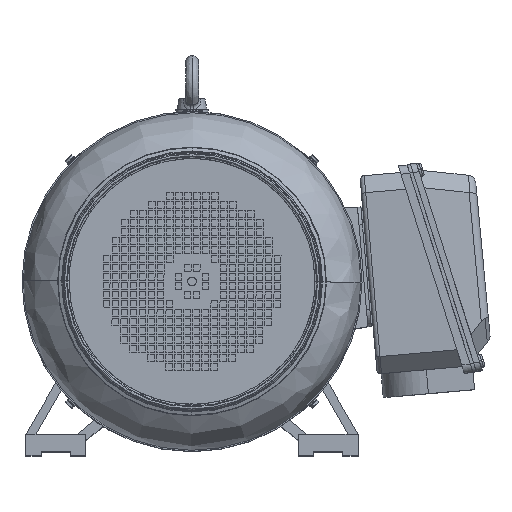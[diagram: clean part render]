
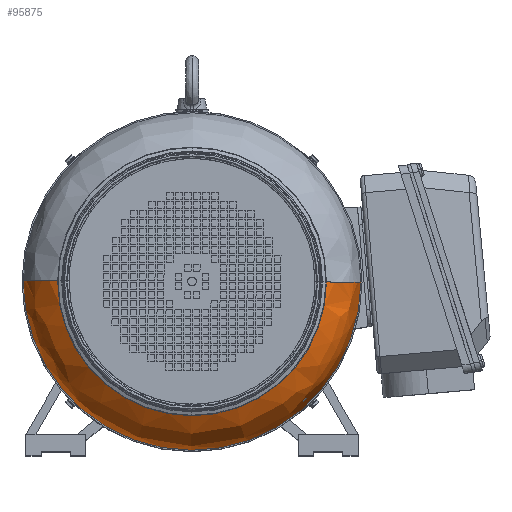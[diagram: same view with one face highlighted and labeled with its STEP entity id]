
A CAD part, top view. The second image highlights one B-rep face of the part: STEP entity #95875.
In plain terms, the highlighted free-form (B-spline) face has degree [3, 3] with [4, 4] control points.
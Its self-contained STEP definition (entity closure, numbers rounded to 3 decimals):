
#1524 = CARTESIAN_POINT ( 'NONE',  ( -282.224, 118.201, 379.617 ) ) ;
#2033 = CARTESIAN_POINT ( 'NONE',  ( 31.522, 116.957, 379.617 ) ) ;
#6325 = VERTEX_POINT ( 'NONE', #129664 ) ;
#6434 = EDGE_CURVE ( 'NONE', #77232, #6325, #41431, .T. ) ;
#6974 = DIRECTION ( 'NONE',  ( -1., 0.004, 0. ) ) ;
#12822 = CARTESIAN_POINT ( 'NONE',  ( -308.724, -245.56, 369.238 ) ) ;
#12873 = AXIS2_PLACEMENT_3D ( 'NONE', #98641, #88373, #32111 ) ;
#15085 = CARTESIAN_POINT ( 'NONE',  ( 6.648, 117.056, 319.565 ) ) ;
#15199 = ORIENTED_EDGE ( 'NONE', *, *, #87933, .T. ) ;
#16679 = AXIS2_PLACEMENT_3D ( 'NONE', #15085, #26835, #125825 ) ;
#21321 = AXIS2_PLACEMENT_3D ( 'NONE', #127124, #25743, #59945 ) ;
#23146 = CARTESIAN_POINT ( 'NONE',  ( 30.278, -196.789, 379.617 ) ) ;
#25743 = DIRECTION ( 'NONE',  ( 0.004, 1., 0. ) ) ;
#26835 = DIRECTION ( 'NONE',  ( -0.004, -1., 0. ) ) ;
#32111 = DIRECTION ( 'NONE',  ( -1., 0.004, 0. ) ) ;
#34382 = CARTESIAN_POINT ( 'NONE',  ( 55.136, -247.003, 369.238 ) ) ;
#34865 = CARTESIAN_POINT ( 'NONE',  ( 31.522, 116.957, 379.617 ) ) ;
#41431 = CIRCLE ( 'NONE', #12873, 197. ) ;
#41919 = AXIS2_PLACEMENT_3D ( 'NONE', #141277, #118144, #6974 ) ;
#45624 = CARTESIAN_POINT ( 'NONE',  ( 70.085, -277.199, 319.565 ) ) ;
#46124 = CARTESIAN_POINT ( 'NONE',  ( 71.647, 116.798, 319.565 ) ) ;
#57355 = CARTESIAN_POINT ( 'NONE',  ( -283.468, -195.545, 379.617 ) ) ;
#59945 = DIRECTION ( 'NONE',  ( -1., 0.004, 0. ) ) ;
#68033 = CARTESIAN_POINT ( 'NONE',  ( 71.647, 116.798, 319.565 ) ) ;
#68627 = CARTESIAN_POINT ( 'NONE',  ( -322.35, 118.36, 319.565 ) ) ;
#77232 = VERTEX_POINT ( 'NONE', #68033 ) ;
#80402 = CARTESIAN_POINT ( 'NONE',  ( -323.912, -275.637, 346.687 ) ) ;
#82462 = CIRCLE ( 'NONE', #41919, 156.874 ) ;
#84343 = FACE_OUTER_BOUND ( 'NONE', #144942, .T. ) ;
#87261 = EDGE_CURVE ( 'NONE', #6325, #142729, #100436, .T. ) ;
#87933 = EDGE_CURVE ( 'NONE', #95894, #142729, #82462, .T. ) ;
#88373 = DIRECTION ( 'NONE',  ( 0., 0., -1. ) ) ;
#95875 = ADVANCED_FACE ( 'NONE', ( #84343 ), #103488, .T. ) ;
#95894 = VERTEX_POINT ( 'NONE', #2033 ) ;
#98641 = CARTESIAN_POINT ( 'NONE',  ( -125.351, 117.579, 319.565 ) ) ;
#100436 = CIRCLE ( 'NONE', #21321, 65. ) ;
#100909 = CARTESIAN_POINT ( 'NONE',  ( 71.647, 116.798, 346.687 ) ) ;
#101381 = CARTESIAN_POINT ( 'NONE',  ( -323.912, -275.637, 319.565 ) ) ;
#101878 = CARTESIAN_POINT ( 'NONE',  ( 56.579, 116.858, 369.238 ) ) ;
#103488 =( BOUNDED_SURFACE ( )  B_SPLINE_SURFACE ( 3, 3, ( 
 ( #46124, #45624, #101381, #68627 ),
 ( #100909, #114186, #80402, #113698 ),
 ( #101878, #34382, #12822, #113210 ),
 ( #34865, #23146, #57355, #1524 ) ),
 .UNSPECIFIED., .F., .F., .T. ) 
 B_SPLINE_SURFACE_WITH_KNOTS ( ( 4, 4 ),
 ( 4, 4 ),
 ( 0., 1. ),
 ( 0., 1. ),
 .UNSPECIFIED. ) 
 GEOMETRIC_REPRESENTATION_ITEM ( )  RATIONAL_B_SPLINE_SURFACE ( (
 ( 1., 0.333, 0.333, 1.),
 ( 0.888, 0.296, 0.296, 0.888),
 ( 0.888, 0.296, 0.296, 0.888),
 ( 1., 0.333, 0.333, 1.) ) ) 
 REPRESENTATION_ITEM ( '' )  SURFACE ( )  );
#104857 = CARTESIAN_POINT ( 'NONE',  ( -282.224, 118.201, 379.617 ) ) ;
#111134 = CIRCLE ( 'NONE', #16679, 65. ) ;
#112026 = ORIENTED_EDGE ( 'NONE', *, *, #140159, .T. ) ;
#113210 = CARTESIAN_POINT ( 'NONE',  ( -307.282, 118.3, 369.238 ) ) ;
#113698 = CARTESIAN_POINT ( 'NONE',  ( -322.35, 118.36, 346.687 ) ) ;
#114186 = CARTESIAN_POINT ( 'NONE',  ( 70.085, -277.199, 346.687 ) ) ;
#118144 = DIRECTION ( 'NONE',  ( 0., 0., -1. ) ) ;
#124417 = ORIENTED_EDGE ( 'NONE', *, *, #6434, .F. ) ;
#125655 = ORIENTED_EDGE ( 'NONE', *, *, #87261, .F. ) ;
#125825 = DIRECTION ( 'NONE',  ( 1., -0.004, 0. ) ) ;
#127124 = CARTESIAN_POINT ( 'NONE',  ( -257.35, 118.102, 319.565 ) ) ;
#129664 = CARTESIAN_POINT ( 'NONE',  ( -322.35, 118.36, 319.565 ) ) ;
#140159 = EDGE_CURVE ( 'NONE', #77232, #95894, #111134, .T. ) ;
#141277 = CARTESIAN_POINT ( 'NONE',  ( -125.351, 117.579, 379.617 ) ) ;
#142729 = VERTEX_POINT ( 'NONE', #104857 ) ;
#144942 = EDGE_LOOP ( 'NONE', ( #124417, #112026, #15199, #125655 ) ) ;
